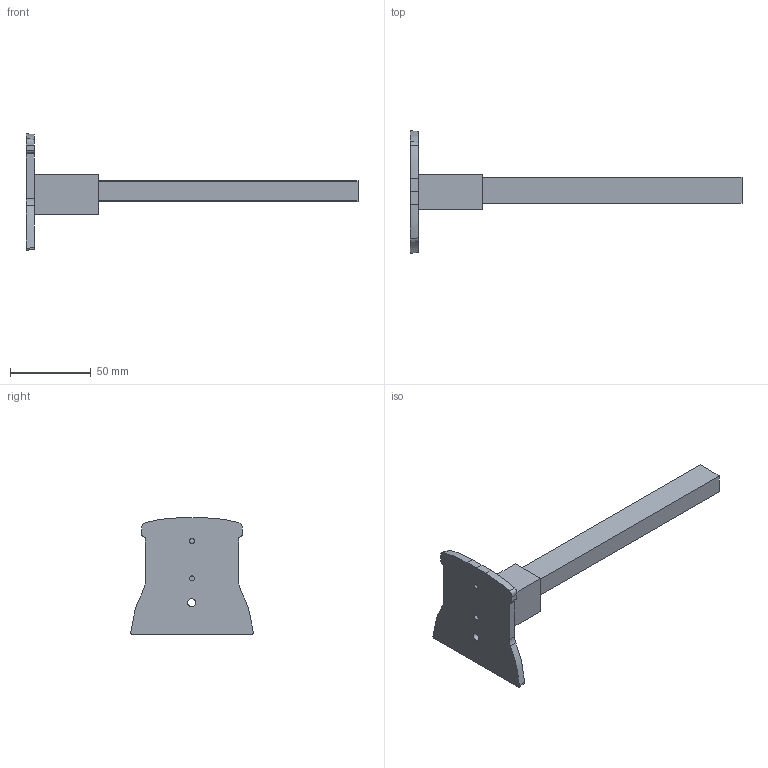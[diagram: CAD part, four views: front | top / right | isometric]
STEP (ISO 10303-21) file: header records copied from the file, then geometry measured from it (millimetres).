
FILE_DESCRIPTION(/* description */ ('','CAx-IF Rec.Pracs.---Representation and Presentation of Product Manufacturing Information (PMI)---4.0---2014-10-13'),/* implementation_level */ '2;1');
FILE_NAME(/* name */ 'ElsnerP033_Mounting.step',/* time_stamp */ '2025-03-11T20:47:14+01:00',/* author */ (''),/* organization */ (''),/* preprocessor_version */ 'ST-DEVELOPER v20',/* originating_system */ 'Autodesk Translation Framework v13.20.0.188',/* authorisation */ '');
FILE_SCHEMA (('AP242_MANAGED_MODEL_BASED_3D_ENGINEERING_MIM_LF { 1 0 10303 442 1 1 4 }'));
Length unit declared in the file: millimetre
Products named in the file (1): ElsnerP033
Bounding box: 205 x 75.67 x 71.87 mm (x, y, z)
Volume: 61478.9 mm3; surface area: 27568.1 mm2
Topology: 1 solids, 1 shells, 44 faces, 116 edges, 77 vertices
Faces by surface type: plane 26, bspline 10, cone 6, cylinder 2
Full cylindrical faces by diameter (mm): 5 x1
Entity records: 2335 total; most frequent: CARTESIAN_POINT 1295, ORIENTED_EDGE 232, DIRECTION 167, EDGE_CURVE 116, VERTEX_POINT 77, LINE 65, VECTOR 65, AXIS2_PLACEMENT_3D 51
